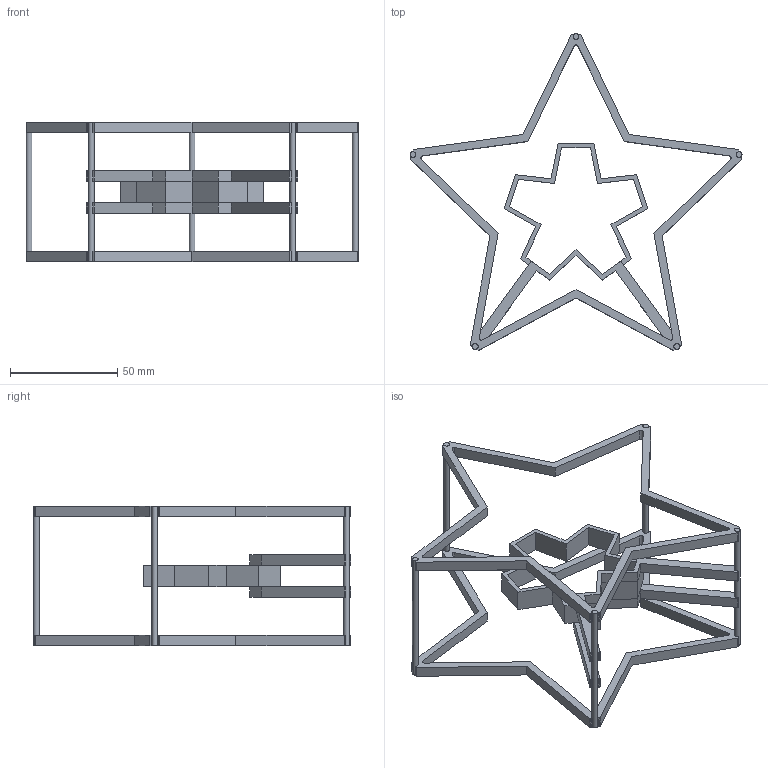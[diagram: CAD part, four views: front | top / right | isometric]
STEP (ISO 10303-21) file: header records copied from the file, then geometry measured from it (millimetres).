
FILE_DESCRIPTION(/* description */ (''),/* implementation_level */ '2;1');
FILE_NAME(/* name */ 'night_light.step',/* time_stamp */ '2021-03-24T13:07:43+03:00',/* author */ (''),/* organization */ (''),/* preprocessor_version */ 'ST-DEVELOPER v18.1',/* originating_system */ 'Autodesk Translation Framework v9.10.0.1330',/* authorisation */ '');
FILE_SCHEMA (('AUTOMOTIVE_DESIGN { 1 0 10303 214 3 1 1 }'));
Length unit declared in the file: millimetre
Products named in the file (3): Setup; Frame; Stick
Assembly tree (7 placements, depth 2):
  Setup
    Frame  x2
    Stick  x5
Bounding box: 154.46 x 147.54 x 65 mm (x, y, z)
Volume: 30402.9 mm3; surface area: 31787.9 mm2
Topology: 10 solids, 10 shells, 227 faces, 621 edges, 414 vertices
Faces by surface type: plane 142, cylinder 85
Full cylindrical faces by diameter (mm): 2.75 x5
Entity records: 5074 total; most frequent: CARTESIAN_POINT 879, DIRECTION 859, ORIENTED_EDGE 858, EDGE_CURVE 429, LINE 327, VECTOR 327, VERTEX_POINT 286, AXIS2_PLACEMENT_3D 266
